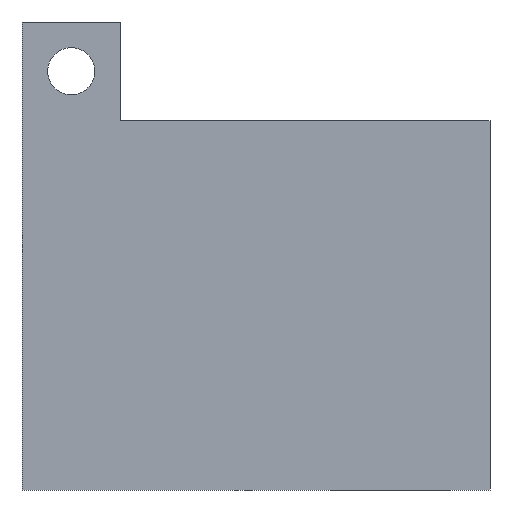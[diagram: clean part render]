
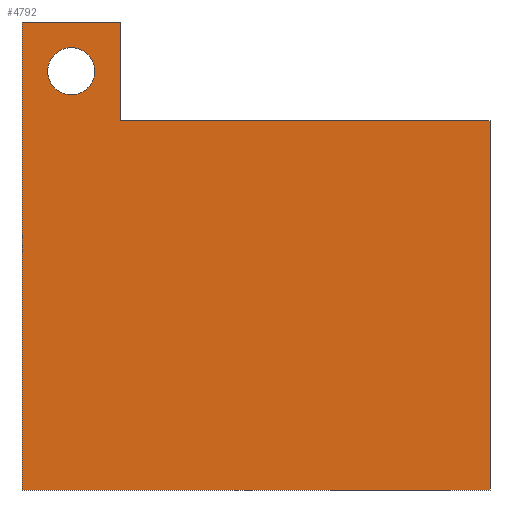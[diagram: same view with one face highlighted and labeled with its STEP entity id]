
A CAD part, front view. The second image highlights one B-rep face of the part: STEP entity #4792.
In plain terms, the highlighted planar face has unit normal (0, -1, 0).
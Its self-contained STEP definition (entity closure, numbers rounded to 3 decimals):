
#401=FACE_BOUND('',#945,.T.);
#403=CIRCLE('',#4811,2.875);
#661=FACE_OUTER_BOUND('',#944,.T.);
#944=EDGE_LOOP('',(#4399,#4400,#4401,#4402,#4403,#4404));
#945=EDGE_LOOP('',(#4405));
#951=LINE('',#5705,#1405);
#956=LINE('',#5717,#1410);
#958=LINE('',#5721,#1412);
#1394=LINE('',#9100,#1848);
#1397=LINE('',#9104,#1851);
#1398=LINE('',#9106,#1852);
#1405=VECTOR('',#4962,10.);
#1410=VECTOR('',#4973,10.);
#1412=VECTOR('',#4977,10.);
#1848=VECTOR('',#5675,10.);
#1851=VECTOR('',#5680,10.);
#1852=VECTOR('',#5683,10.);
#1859=VERTEX_POINT('',#5702);
#1860=VERTEX_POINT('',#5704);
#1863=VERTEX_POINT('',#5712);
#1864=VERTEX_POINT('',#5716);
#1865=VERTEX_POINT('',#5720);
#2316=VERTEX_POINT('',#9098);
#2317=VERTEX_POINT('',#9099);
#2324=EDGE_CURVE('',#1859,#1860,#951,.T.);
#2329=EDGE_CURVE('',#1863,#1863,#403,.T.);
#2330=EDGE_CURVE('',#1864,#1859,#956,.T.);
#2332=EDGE_CURVE('',#1865,#1864,#958,.T.);
#3008=EDGE_CURVE('',#2316,#2317,#1394,.T.);
#3011=EDGE_CURVE('',#1860,#2317,#1397,.T.);
#3012=EDGE_CURVE('',#2316,#1865,#1398,.T.);
#4399=ORIENTED_EDGE('',*,*,#3012,.F.);
#4400=ORIENTED_EDGE('',*,*,#3008,.T.);
#4401=ORIENTED_EDGE('',*,*,#3011,.F.);
#4402=ORIENTED_EDGE('',*,*,#2324,.F.);
#4403=ORIENTED_EDGE('',*,*,#2330,.F.);
#4404=ORIENTED_EDGE('',*,*,#2332,.F.);
#4405=ORIENTED_EDGE('',*,*,#2329,.T.);
#4538=PLANE('',#4948);
#4792=ADVANCED_FACE('',(#661,#401),#4538,.F.);
#4811=AXIS2_PLACEMENT_3D('',#5714,#4969,#4970);
#4948=AXIS2_PLACEMENT_3D('',#9109,#5687,#5688);
#4962=DIRECTION('',(1.,0.,0.));
#4969=DIRECTION('center_axis',(0.,1.,0.));
#4970=DIRECTION('ref_axis',(-1.,0.,0.));
#4973=DIRECTION('',(0.,0.,-1.));
#4977=DIRECTION('',(1.,0.,0.));
#5675=DIRECTION('',(1.,0.,0.));
#5680=DIRECTION('',(0.,0.,-1.));
#5683=DIRECTION('',(0.,0.,1.));
#5687=DIRECTION('center_axis',(0.,1.,0.));
#5688=DIRECTION('ref_axis',(1.,0.,0.));
#5702=CARTESIAN_POINT('',(9.5,0.,2.5));
#5704=CARTESIAN_POINT('',(54.5,0.,2.5));
#5705=CARTESIAN_POINT('',(-2.5,0.,2.5));
#5712=CARTESIAN_POINT('',(6.375,0.,8.5));
#5714=CARTESIAN_POINT('Origin',(3.5,0.,8.5));
#5716=CARTESIAN_POINT('',(9.5,0.,14.5));
#5717=CARTESIAN_POINT('',(9.5,0.,14.5));
#5720=CARTESIAN_POINT('',(-2.5,0.,14.5));
#5721=CARTESIAN_POINT('',(-2.5,0.,14.5));
#9098=CARTESIAN_POINT('',(-2.5,0.,-42.5));
#9099=CARTESIAN_POINT('',(54.5,0.,-42.5));
#9100=CARTESIAN_POINT('',(-2.5,0.,-42.5));
#9104=CARTESIAN_POINT('',(54.5,0.,2.5));
#9106=CARTESIAN_POINT('',(-2.5,0.,0.));
#9109=CARTESIAN_POINT('Origin',(26.,0.,-20.));
